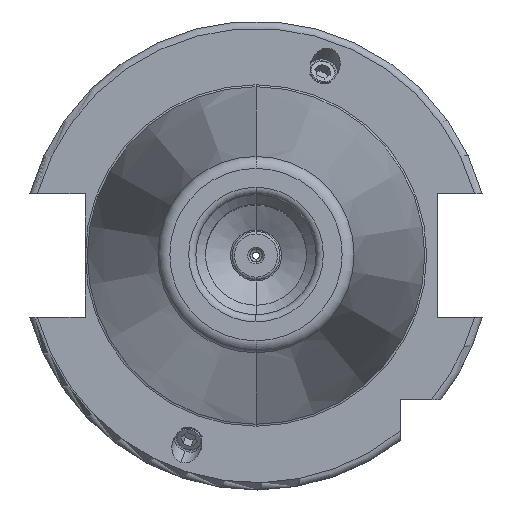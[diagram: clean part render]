
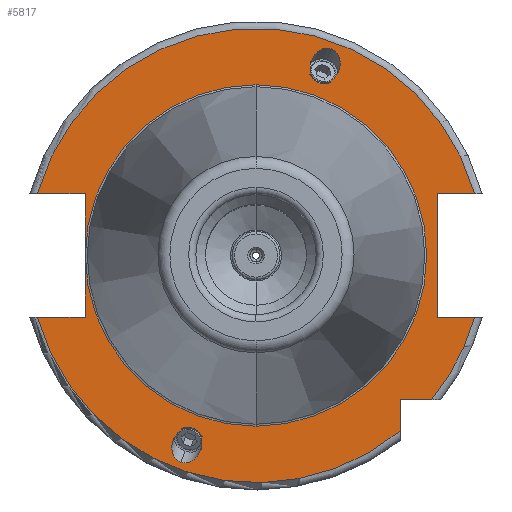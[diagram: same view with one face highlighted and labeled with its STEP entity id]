
A CAD part, top view. The second image highlights one B-rep face of the part: STEP entity #5817.
In plain terms, the highlighted planar face has unit normal (0, 0, 1).
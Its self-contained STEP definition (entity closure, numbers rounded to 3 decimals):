
#1326=CARTESIAN_POINT('',(0,0,15.9));
#1327=DIRECTION('',(0,0,1));
#1328=DIRECTION('',(0.962,0.272,0));
#1329=AXIS2_PLACEMENT_3D('',#1326,#1327,#1328);
#1377=CARTESIAN_POINT('',(0,0,15.9));
#1378=DIRECTION('',(0,0,1));
#1379=DIRECTION('',(-0.962,-0.272,0));
#1380=AXIS2_PLACEMENT_3D('',#1377,#1378,#1379);
#1396=DIRECTION('',(1,0,0));
#1397=VECTOR('',#1396,9.969);
#1398=CARTESIAN_POINT('',(-45.469,-12.85,15.9));
#1399=LINE('',#1398,#1397);
#1400=DIRECTION('',(0.,1,0));
#1401=VECTOR('',#1400,12.85);
#1402=CARTESIAN_POINT('',(-35.5,-12.85,15.9));
#1403=LINE('',#1402,#1401);
#1404=DIRECTION('',(0.,1,0));
#1405=VECTOR('',#1404,12.85);
#1406=CARTESIAN_POINT('',(-35.5,0,15.9));
#1407=LINE('',#1406,#1405);
#1408=DIRECTION('',(1,0,0));
#1409=VECTOR('',#1408,9.969);
#1410=CARTESIAN_POINT('',(-45.469,12.85,15.9));
#1411=LINE('',#1410,#1409);
#1412=DIRECTION('',(-1,0,0));
#1413=VECTOR('',#1412,7.769);
#1414=CARTESIAN_POINT('',(45.469,12.85,15.9));
#1415=LINE('',#1414,#1413);
#1416=DIRECTION('',(0,-1,0));
#1417=VECTOR('',#1416,25.7);
#1418=CARTESIAN_POINT('',(37.7,12.85,15.9));
#1419=LINE('',#1418,#1417);
#1420=DIRECTION('',(-1,0,0));
#1421=VECTOR('',#1420,7.769);
#1422=CARTESIAN_POINT('',(45.469,-12.85,15.9));
#1423=LINE('',#1422,#1421);
#1424=CARTESIAN_POINT('',(0,0,15.9));
#1425=DIRECTION('',(0,0,1));
#1426=DIRECTION('',(0.773,-0.635,0));
#1427=AXIS2_PLACEMENT_3D('',#1424,#1425,#1426);
#1429=DIRECTION('',(-1,0,0));
#1430=VECTOR('',#1429,6.504);
#1431=CARTESIAN_POINT('',(36.504,-30,15.9));
#1432=LINE('',#1431,#1430);
#1433=DIRECTION('',(0,1,0));
#1434=VECTOR('',#1433,6.504);
#1435=CARTESIAN_POINT('',(30,-36.504,15.9));
#1436=LINE('',#1435,#1434);
#1437=CARTESIAN_POINT('',(15.638,42.966,15.9));
#1438=CARTESIAN_POINT('',(15.301,43.089,15.9));
#1439=CARTESIAN_POINT('',(14.517,43.205,15.9));
#1440=CARTESIAN_POINT('',(13.205,42.774,15.9));
#1441=CARTESIAN_POINT('',(12.281,41.938,15.9));
#1442=CARTESIAN_POINT('',(11.759,41.131,15.9));
#1443=CARTESIAN_POINT('',(11.484,40.516,15.9));
#1444=CARTESIAN_POINT('',(11.299,39.867,15.9));
#1445=CARTESIAN_POINT('',(11.18,38.913,15.9));
#1446=CARTESIAN_POINT('',(11.35,37.679,15.9));
#1447=CARTESIAN_POINT('',(12.078,36.506,15.9));
#1448=CARTESIAN_POINT('',(12.754,36.091,15.9));
#1449=CARTESIAN_POINT('',(13.091,35.968,15.9));
#1451=CARTESIAN_POINT('',(13.091,35.968,15.9));
#1452=CARTESIAN_POINT('',(13.429,35.845,15.9));
#1453=CARTESIAN_POINT('',(14.213,35.729,15.9));
#1454=CARTESIAN_POINT('',(15.525,36.16,15.9));
#1455=CARTESIAN_POINT('',(16.448,36.996,15.9));
#1456=CARTESIAN_POINT('',(16.971,37.803,15.9));
#1457=CARTESIAN_POINT('',(17.246,38.418,15.9));
#1458=CARTESIAN_POINT('',(17.431,39.067,15.9));
#1459=CARTESIAN_POINT('',(17.549,40.021,15.9));
#1460=CARTESIAN_POINT('',(17.379,41.255,15.9));
#1461=CARTESIAN_POINT('',(16.651,42.428,15.9));
#1462=CARTESIAN_POINT('',(15.976,42.843,15.9));
#1463=CARTESIAN_POINT('',(15.638,42.966,15.9));
#1465=CARTESIAN_POINT('',(-15.638,-42.966,15.9));
#1466=CARTESIAN_POINT('',(-15.976,-42.843,15.9));
#1467=CARTESIAN_POINT('',(-16.651,-42.428,15.9));
#1468=CARTESIAN_POINT('',(-17.379,-41.255,15.9));
#1469=CARTESIAN_POINT('',(-17.549,-40.021,15.9));
#1470=CARTESIAN_POINT('',(-17.431,-39.067,15.9));
#1471=CARTESIAN_POINT('',(-17.246,-38.418,15.9));
#1472=CARTESIAN_POINT('',(-16.971,-37.803,15.9));
#1473=CARTESIAN_POINT('',(-16.448,-36.996,15.9));
#1474=CARTESIAN_POINT('',(-15.525,-36.16,15.9));
#1475=CARTESIAN_POINT('',(-14.213,-35.729,15.9));
#1476=CARTESIAN_POINT('',(-13.429,-35.845,15.9));
#1477=CARTESIAN_POINT('',(-13.091,-35.968,15.9));
#1479=CARTESIAN_POINT('',(-13.091,-35.968,15.9));
#1480=CARTESIAN_POINT('',(-12.754,-36.091,15.9));
#1481=CARTESIAN_POINT('',(-12.078,-36.506,15.9));
#1482=CARTESIAN_POINT('',(-11.35,-37.679,15.9));
#1483=CARTESIAN_POINT('',(-11.18,-38.913,15.9));
#1484=CARTESIAN_POINT('',(-11.299,-39.867,15.9));
#1485=CARTESIAN_POINT('',(-11.484,-40.516,15.9));
#1486=CARTESIAN_POINT('',(-11.759,-41.131,15.9));
#1487=CARTESIAN_POINT('',(-12.281,-41.938,15.9));
#1488=CARTESIAN_POINT('',(-13.205,-42.774,15.9));
#1489=CARTESIAN_POINT('',(-14.517,-43.205,15.9));
#1490=CARTESIAN_POINT('',(-15.301,-43.089,15.9));
#1491=CARTESIAN_POINT('',(-15.638,-42.966,15.9));
#1493=CARTESIAN_POINT('',(0,0,15.9));
#1494=DIRECTION('',(0,0,1));
#1495=DIRECTION('',(0,1,0));
#1496=AXIS2_PLACEMENT_3D('',#1493,#1494,#1495);
#1508=CARTESIAN_POINT('',(0,0,15.9));
#1509=DIRECTION('',(0,0,1));
#1510=DIRECTION('',(-1,0,0));
#1511=AXIS2_PLACEMENT_3D('',#1508,#1509,#1510);
#1513=CARTESIAN_POINT('',(0,0,15.9));
#1514=DIRECTION('',(0,0,-1));
#1515=DIRECTION('',(0,1,0));
#1516=AXIS2_PLACEMENT_3D('',#1513,#1514,#1515);
#3754=CARTESIAN_POINT('',(0,35.5,15.9));
#3756=VERTEX_POINT('',#3754);
#3776=CARTESIAN_POINT('',(0,-35.5,15.9));
#3778=VERTEX_POINT('',#3776);
#3924=CARTESIAN_POINT('',(-45.469,-12.85,15.9));
#3925=CARTESIAN_POINT('',(-35.5,-12.85,15.9));
#3926=VERTEX_POINT('',#3924);
#3927=VERTEX_POINT('',#3925);
#3928=CARTESIAN_POINT('',(-35.5,0,15.9));
#3929=VERTEX_POINT('',#3928);
#3930=CARTESIAN_POINT('',(-35.5,12.85,15.9));
#3931=VERTEX_POINT('',#3930);
#3932=CARTESIAN_POINT('',(-45.469,12.85,15.9));
#3933=VERTEX_POINT('',#3932);
#3934=CARTESIAN_POINT('',(37.7,12.85,15.9));
#3935=CARTESIAN_POINT('',(37.7,-12.85,15.9));
#3936=VERTEX_POINT('',#3934);
#3937=VERTEX_POINT('',#3935);
#3938=CARTESIAN_POINT('',(45.469,-12.85,15.9));
#3939=VERTEX_POINT('',#3938);
#3940=CARTESIAN_POINT('',(45.469,12.85,15.9));
#3941=VERTEX_POINT('',#3940);
#3942=CARTESIAN_POINT('',(30,-36.504,15.9));
#3943=CARTESIAN_POINT('',(30,-30,15.9));
#3944=VERTEX_POINT('',#3942);
#3945=VERTEX_POINT('',#3943);
#3946=CARTESIAN_POINT('',(36.504,-30,15.9));
#3947=VERTEX_POINT('',#3946);
#3992=VERTEX_POINT('',#1437);
#3993=VERTEX_POINT('',#1449);
#4033=CARTESIAN_POINT('',(-15.638,-42.966,15.9));
#4035=VERTEX_POINT('',#4033);
#4036=CARTESIAN_POINT('',(-13.091,-35.968,15.9));
#4037=VERTEX_POINT('',#4036);
#5778=CARTESIAN_POINT('',(0,0,15.9));
#5779=DIRECTION('',(0,0,-1));
#5780=DIRECTION('',(0,-1,0));
#5781=AXIS2_PLACEMENT_3D('',#5778,#5779,#5780);
#5782=PLANE('',#5781);
#5783=ORIENTED_EDGE('',*,*,#5157,.T.);
#5784=ORIENTED_EDGE('',*,*,#5194,.T.);
#5786=ORIENTED_EDGE('',*,*,#5785,.T.);
#5788=ORIENTED_EDGE('',*,*,#5787,.F.);
#5790=ORIENTED_EDGE('',*,*,#5789,.T.);
#5791=ORIENTED_EDGE('',*,*,#5192,.T.);
#5792=ORIENTED_EDGE('',*,*,#5228,.F.);
#5793=ORIENTED_EDGE('',*,*,#5756,.F.);
#5795=ORIENTED_EDGE('',*,*,#5794,.T.);
#5797=ORIENTED_EDGE('',*,*,#5796,.T.);
#5798=ORIENTED_EDGE('',*,*,#5304,.F.);
#5799=ORIENTED_EDGE('',*,*,#5746,.F.);
#5800=ORIENTED_EDGE('',*,*,#5361,.T.);
#5801=ORIENTED_EDGE('',*,*,#5412,.F.);
#5802=ORIENTED_EDGE('',*,*,#5772,.F.);
#5803=EDGE_LOOP('',(#5783,#5784,#5786,#5788,#5790,#5791,#5792,#5793,#5795,#5797,
#5798,#5799,#5800,#5801,#5802));
#5804=FACE_OUTER_BOUND('',#5803,.F.);
#5806=ORIENTED_EDGE('',*,*,#5805,.T.);
#5808=ORIENTED_EDGE('',*,*,#5807,.T.);
#5809=EDGE_LOOP('',(#5806,#5808));
#5810=FACE_BOUND('',#5809,.F.);
#5812=ORIENTED_EDGE('',*,*,#5811,.F.);
#5814=ORIENTED_EDGE('',*,*,#5813,.F.);
#5815=EDGE_LOOP('',(#5812,#5814));
#5816=FACE_BOUND('',#5815,.F.);
#5817=ADVANCED_FACE('',(#5804,#5810,#5816),#5782,.F.);
#1330=CIRCLE('',#1329,47.25);
#1381=CIRCLE('',#1380,47.25);
#1428=CIRCLE('',#1427,47.25);
#1450=B_SPLINE_CURVE_WITH_KNOTS('',3,(#1437,#1438,#1439,#1440,#1441,#1442,#1443,
#1444,#1445,#1446,#1447,#1448,#1449),.UNSPECIFIED.,.F.,.F.,(4,1,1,1,1,1,1,1,1,1,
4),(0,0.125,0.25,0.375,0.438,0.5,0.563,0.625,0.75,0.875,
1.0),.UNSPECIFIED.);
#1464=B_SPLINE_CURVE_WITH_KNOTS('',3,(#1451,#1452,#1453,#1454,#1455,#1456,#1457,
#1458,#1459,#1460,#1461,#1462,#1463),.UNSPECIFIED.,.F.,.F.,(4,1,1,1,1,1,1,1,1,1,
4),(0,0.125,0.25,0.375,0.438,0.5,0.563,0.625,0.75,0.875,
1.0),.UNSPECIFIED.);
#1478=B_SPLINE_CURVE_WITH_KNOTS('',3,(#1465,#1466,#1467,#1468,#1469,#1470,#1471,
#1472,#1473,#1474,#1475,#1476,#1477),.UNSPECIFIED.,.F.,.F.,(4,1,1,1,1,1,1,1,1,1,
4),(0,0.125,0.25,0.375,0.438,0.5,0.563,0.625,0.75,0.875,
1.0),.UNSPECIFIED.);
#1492=B_SPLINE_CURVE_WITH_KNOTS('',3,(#1479,#1480,#1481,#1482,#1483,#1484,#1485,
#1486,#1487,#1488,#1489,#1490,#1491),.UNSPECIFIED.,.F.,.F.,(4,1,1,1,1,1,1,1,1,1,
4),(0,0.125,0.25,0.375,0.438,0.5,0.563,0.625,0.75,0.875,
1.0),.UNSPECIFIED.);
#1497=CIRCLE('',#1496,35.5);
#1512=CIRCLE('',#1511,35.5);
#1517=CIRCLE('',#1516,35.5);
#5157=EDGE_CURVE('',#3926,#3927,#1399,.T.);
#5192=EDGE_CURVE('',#3929,#3931,#1407,.T.);
#5194=EDGE_CURVE('',#3927,#3929,#1403,.T.);
#5228=EDGE_CURVE('',#3933,#3931,#1411,.T.);
#5304=EDGE_CURVE('',#3939,#3937,#1423,.T.);
#5361=EDGE_CURVE('',#3947,#3945,#1432,.T.);
#5412=EDGE_CURVE('',#3944,#3945,#1436,.T.);
#5746=EDGE_CURVE('',#3947,#3939,#1428,.T.);
#5756=EDGE_CURVE('',#3941,#3933,#1330,.T.);
#5772=EDGE_CURVE('',#3926,#3944,#1381,.T.);
#5785=EDGE_CURVE('',#3929,#3778,#1512,.T.);
#5787=EDGE_CURVE('',#3756,#3778,#1517,.T.);
#5789=EDGE_CURVE('',#3756,#3929,#1497,.T.);
#5794=EDGE_CURVE('',#3941,#3936,#1415,.T.);
#5796=EDGE_CURVE('',#3936,#3937,#1419,.T.);
#5805=EDGE_CURVE('',#3992,#3993,#1450,.T.);
#5807=EDGE_CURVE('',#3993,#3992,#1464,.T.);
#5811=EDGE_CURVE('',#4035,#4037,#1478,.T.);
#5813=EDGE_CURVE('',#4037,#4035,#1492,.T.);
